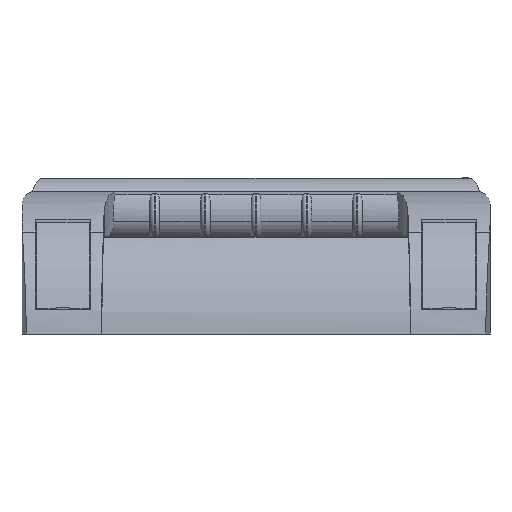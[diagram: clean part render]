
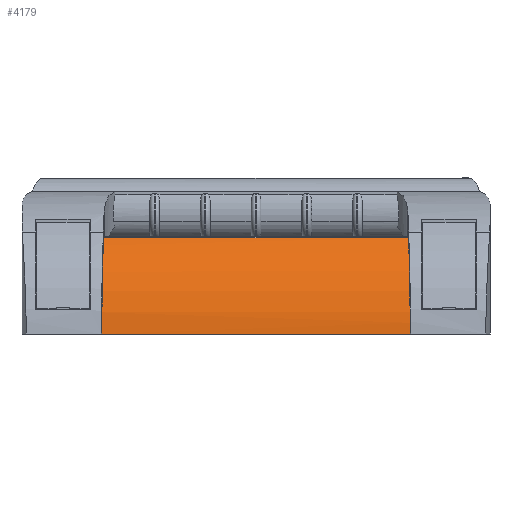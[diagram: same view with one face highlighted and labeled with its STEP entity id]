
A CAD part, front view. The second image highlights one B-rep face of the part: STEP entity #4179.
In plain terms, the highlighted cylindrical face has radius 66.381 mm (diameter 132.762 mm), a partial arc.
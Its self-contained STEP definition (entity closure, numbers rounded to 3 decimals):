
#116=B_SPLINE_CURVE_WITH_KNOTS('',3,(#7198,#7199,#7200,#7201,#7202,#7203,
#7204,#7205,#7206),.UNSPECIFIED.,.F.,.F.,(4,1,1,1,1,1,4),(0.,
0.014,0.021,0.028,0.042,
0.049,0.056),.UNSPECIFIED.);
#120=B_SPLINE_CURVE_WITH_KNOTS('',3,(#7236,#7237,#7238,#7239,#7240,#7241,
#7242,#7243,#7244),.UNSPECIFIED.,.F.,.F.,(4,1,1,1,1,1,4),(0.,
0.014,0.021,0.028,0.042,
0.049,0.056),.UNSPECIFIED.);
#343=CYLINDRICAL_SURFACE('',#4570,66.381);
#1169=ORIENTED_EDGE('',*,*,#2162,.F.);
#1170=ORIENTED_EDGE('',*,*,#2193,.F.);
#1171=ORIENTED_EDGE('',*,*,#2166,.F.);
#1172=ORIENTED_EDGE('',*,*,#1927,.T.);
#1927=EDGE_CURVE('',#2521,#2520,#2876,.T.);
#2162=EDGE_CURVE('',#2703,#2520,#116,.T.);
#2166=EDGE_CURVE('',#2521,#2705,#120,.T.);
#2193=EDGE_CURVE('',#2705,#2703,#3024,.T.);
#2520=VERTEX_POINT('',#6592);
#2521=VERTEX_POINT('',#6594);
#2703=VERTEX_POINT('',#7197);
#2705=VERTEX_POINT('',#7245);
#2876=LINE('',#6593,#3251);
#3024=LINE('',#7380,#3399);
#3251=VECTOR('',#5121,1000.);
#3399=VECTOR('',#5495,1000.);
#3613=EDGE_LOOP('',(#1169,#1170,#1171,#1172));
#3842=FACE_BOUND('',#3613,.T.);
#4179=ADVANCED_FACE('',(#3842),#343,.T.);
#4570=AXIS2_PLACEMENT_3D('',#7381,#5496,#5497);
#5121=DIRECTION('',(1.,0.,0.));
#5495=DIRECTION('',(1.,0.,0.));
#5496=DIRECTION('',(1.,0.,0.));
#5497=DIRECTION('',(0.,0.,-1.));
#6592=CARTESIAN_POINT('',(79.06,-14.998,0.));
#6593=CARTESIAN_POINT('',(-85.,-14.998,0.));
#6594=CARTESIAN_POINT('',(-79.06,-14.998,0.));
#7197=CARTESIAN_POINT('',(78.205,7.975,49.441));
#7198=CARTESIAN_POINT('',(78.205,7.975,49.441));
#7199=CARTESIAN_POINT('',(78.307,4.404,46.355));
#7200=CARTESIAN_POINT('',(78.465,-0.365,41.25));
#7201=CARTESIAN_POINT('',(78.661,-5.612,33.497));
#7202=CARTESIAN_POINT('',(78.839,-10.035,25.162));
#7203=CARTESIAN_POINT('',(78.971,-13.047,16.375));
#7204=CARTESIAN_POINT('',(79.045,-14.666,7.05));
#7205=CARTESIAN_POINT('',(79.059,-14.97,2.36));
#7206=CARTESIAN_POINT('',(79.06,-14.998,0.));
#7236=CARTESIAN_POINT('',(-79.06,-14.998,0.));
#7237=CARTESIAN_POINT('',(-79.057,-14.943,4.72));
#7238=CARTESIAN_POINT('',(-79.019,-14.116,11.659));
#7239=CARTESIAN_POINT('',(-78.907,-11.573,20.67));
#7240=CARTESIAN_POINT('',(-78.758,-8.054,29.426));
#7241=CARTESIAN_POINT('',(-78.569,-3.28,37.393));
#7242=CARTESIAN_POINT('',(-78.36,2.802,44.641));
#7243=CARTESIAN_POINT('',(-78.256,6.189,47.898));
#7244=CARTESIAN_POINT('',(-78.205,7.975,49.441));
#7245=CARTESIAN_POINT('',(-78.205,7.975,49.441));
#7380=CARTESIAN_POINT('',(-85.,7.975,49.441));
#7381=CARTESIAN_POINT('',(-85.,51.378,-0.785));
